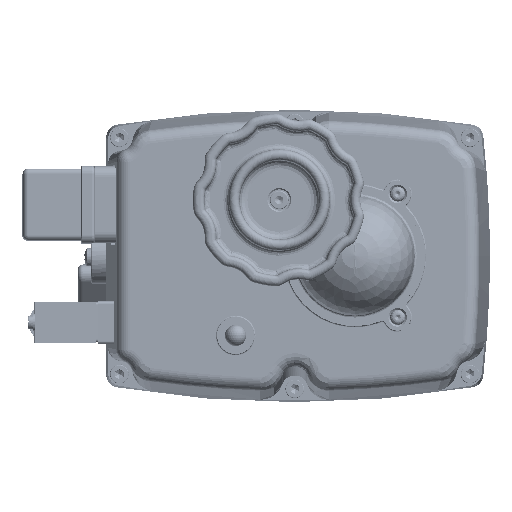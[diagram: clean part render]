
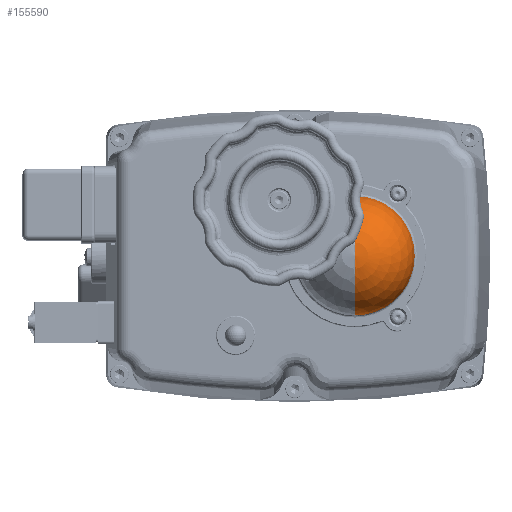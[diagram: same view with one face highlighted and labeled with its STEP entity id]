
A CAD part, top view. The second image highlights one B-rep face of the part: STEP entity #155590.
In plain terms, the highlighted spherical face has radius 22.5 mm.
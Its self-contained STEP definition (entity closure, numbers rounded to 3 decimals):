
#23286 = EDGE_CURVE ( 'NONE', #167806, #172060, #63020, .T. ) ;
#25266 = DIRECTION ( 'NONE',  ( 0., -1., 0. ) ) ;
#25299 = FACE_OUTER_BOUND ( 'NONE', #107368, .T. ) ;
#25340 = CARTESIAN_POINT ( 'NONE',  ( 5.736, 22.387, 45.46 ) ) ;
#39497 = ORIENTED_EDGE ( 'NONE', *, *, #23286, .T. ) ;
#39608 = ORIENTED_EDGE ( 'NONE', *, *, #118305, .F. ) ;
#41173 = CARTESIAN_POINT ( 'NONE',  ( 5.736, 22.387, 45.46 ) ) ;
#41447 = AXIS2_PLACEMENT_3D ( 'NONE', #150501, #95374, #25266 ) ;
#62104 = CIRCLE ( 'NONE', #41447, 22.487 ) ;
#63020 = CIRCLE ( 'NONE', #131678, 22.5 ) ;
#68292 = SPHERICAL_SURFACE ( 'NONE', #177152, 22.5 ) ;
#70138 = DIRECTION ( 'NONE',  ( 1., 0., 0. ) ) ;
#95374 = DIRECTION ( 'NONE',  ( 0., 0., -1. ) ) ;
#98150 = DIRECTION ( 'NONE',  ( 0., 1., 0. ) ) ;
#107368 = EDGE_LOOP ( 'NONE', ( #39497, #39608 ) ) ;
#118305 = EDGE_CURVE ( 'NONE', #167806, #172060, #62104, .T. ) ;
#125686 = CARTESIAN_POINT ( 'NONE',  ( 5.736, -0.1, 46.232 ) ) ;
#128907 = DIRECTION ( 'NONE',  ( 0., 0., -1. ) ) ;
#131678 = AXIS2_PLACEMENT_3D ( 'NONE', #25340, #70138, #157038 ) ;
#150501 = CARTESIAN_POINT ( 'NONE',  ( 5.736, 22.387, 46.232 ) ) ;
#155590 = ADVANCED_FACE ( 'NONE', ( #25299 ), #68292, .T. ) ;
#157038 = DIRECTION ( 'NONE',  ( 0., 0., 1. ) ) ;
#167806 = VERTEX_POINT ( 'NONE', #169873 ) ;
#169873 = CARTESIAN_POINT ( 'NONE',  ( 5.736, 44.873, 46.232 ) ) ;
#172060 = VERTEX_POINT ( 'NONE', #125686 ) ;
#177152 = AXIS2_PLACEMENT_3D ( 'NONE', #41173, #128907, #98150 ) ;
